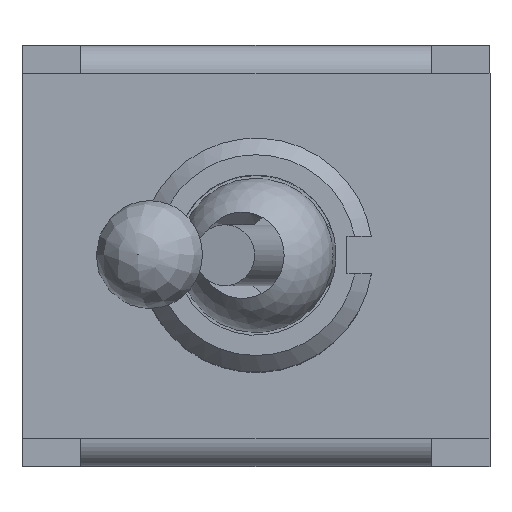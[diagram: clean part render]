
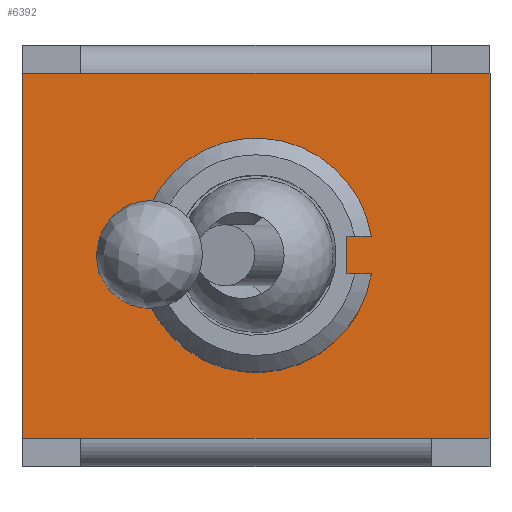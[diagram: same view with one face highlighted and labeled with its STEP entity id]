
A CAD part, top view. The second image highlights one B-rep face of the part: STEP entity #6392.
In plain terms, the highlighted planar face has unit normal (0, 0, 1).
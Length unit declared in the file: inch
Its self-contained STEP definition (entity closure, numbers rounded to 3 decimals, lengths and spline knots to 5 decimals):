
#157=CIRCLE('',#6928,0.125);
#310=FACE_BOUND('',#945,.T.);
#567=FACE_OUTER_BOUND('',#944,.T.);
#944=EDGE_LOOP('',(#5283,#5284,#5285,#5286,#5287,#5288,#5289,#5290));
#945=EDGE_LOOP('',(#5291,#5292,#5293,#5294));
#1549=LINE('',#10286,#2287);
#1552=LINE('',#10292,#2290);
#1554=LINE('',#10295,#2292);
#1555=LINE('',#10301,#2293);
#1556=LINE('',#10303,#2294);
#1557=LINE('',#10305,#2295);
#1558=LINE('',#10307,#2296);
#1559=LINE('',#10309,#2297);
#1560=LINE('',#10311,#2298);
#1561=LINE('',#10313,#2299);
#1562=LINE('',#10314,#2300);
#2287=VECTOR('',#8360,0.3937);
#2290=VECTOR('',#8365,0.3937);
#2292=VECTOR('',#8369,0.3937);
#2293=VECTOR('',#8376,0.3937);
#2294=VECTOR('',#8377,0.3937);
#2295=VECTOR('',#8378,0.3937);
#2296=VECTOR('',#8379,0.3937);
#2297=VECTOR('',#8380,0.3937);
#2298=VECTOR('',#8381,0.3937);
#2299=VECTOR('',#8382,0.3937);
#2300=VECTOR('',#8383,0.3937);
#2949=VERTEX_POINT('',#10283);
#2950=VERTEX_POINT('',#10285);
#2951=VERTEX_POINT('',#10289);
#2952=VERTEX_POINT('',#10291);
#2953=VERTEX_POINT('',#10299);
#2954=VERTEX_POINT('',#10300);
#2955=VERTEX_POINT('',#10302);
#2956=VERTEX_POINT('',#10304);
#2957=VERTEX_POINT('',#10306);
#2958=VERTEX_POINT('',#10308);
#2959=VERTEX_POINT('',#10310);
#2960=VERTEX_POINT('',#10312);
#3761=EDGE_CURVE('',#2950,#2949,#1549,.T.);
#3764=EDGE_CURVE('',#2952,#2951,#1552,.T.);
#3766=EDGE_CURVE('',#2951,#2950,#1554,.T.);
#3767=EDGE_CURVE('',#2949,#2952,#157,.T.);
#3768=EDGE_CURVE('',#2953,#2954,#1555,.T.);
#3769=EDGE_CURVE('',#2954,#2955,#1556,.T.);
#3770=EDGE_CURVE('',#2955,#2956,#1557,.T.);
#3771=EDGE_CURVE('',#2957,#2956,#1558,.T.);
#3772=EDGE_CURVE('',#2958,#2957,#1559,.T.);
#3773=EDGE_CURVE('',#2958,#2959,#1560,.T.);
#3774=EDGE_CURVE('',#2959,#2960,#1561,.T.);
#3775=EDGE_CURVE('',#2953,#2960,#1562,.T.);
#5283=ORIENTED_EDGE('',*,*,#3768,.T.);
#5284=ORIENTED_EDGE('',*,*,#3769,.T.);
#5285=ORIENTED_EDGE('',*,*,#3770,.T.);
#5286=ORIENTED_EDGE('',*,*,#3771,.F.);
#5287=ORIENTED_EDGE('',*,*,#3772,.F.);
#5288=ORIENTED_EDGE('',*,*,#3773,.T.);
#5289=ORIENTED_EDGE('',*,*,#3774,.T.);
#5290=ORIENTED_EDGE('',*,*,#3775,.F.);
#5291=ORIENTED_EDGE('',*,*,#3764,.T.);
#5292=ORIENTED_EDGE('',*,*,#3766,.T.);
#5293=ORIENTED_EDGE('',*,*,#3761,.T.);
#5294=ORIENTED_EDGE('',*,*,#3767,.T.);
#6041=PLANE('',#6929);
#6392=ADVANCED_FACE('',(#567,#310),#6041,.T.);
#6928=AXIS2_PLACEMENT_3D('',#10297,#8372,#8373);
#6929=AXIS2_PLACEMENT_3D('',#10298,#8374,#8375);
#8360=DIRECTION('',(1.,0.,0.));
#8365=DIRECTION('',(-1.,0.,0.));
#8369=DIRECTION('',(0.,-1.,0.));
#8372=DIRECTION('center_axis',(0.,0.,
-1.));
#8373=DIRECTION('ref_axis',(0.987,0.161,0.));
#8374=DIRECTION('center_axis',(0.,0.,
1.));
#8375=DIRECTION('ref_axis',(1.,0.,0.));
#8376=DIRECTION('',(1.,0.,0.));
#8377=DIRECTION('',(1.,0.,0.));
#8378=DIRECTION('',(0.,1.,0.));
#8379=DIRECTION('',(1.,0.,0.));
#8380=DIRECTION('',(1.,0.,0.));
#8381=DIRECTION('',(-1.,0.,0.));
#8382=DIRECTION('',(0.,-1.,0.));
#8383=DIRECTION('',(-1.,0.,0.));
#10283=CARTESIAN_POINT('',(0.12338,-0.02008,0.35));
#10285=CARTESIAN_POINT('',(0.09705,-0.02008,0.35));
#10286=CARTESIAN_POINT('',(0.04852,-0.02008,0.35));
#10289=CARTESIAN_POINT('',(0.09705,0.02008,0.35));
#10291=CARTESIAN_POINT('',(0.12338,0.02008,0.35));
#10292=CARTESIAN_POINT('',(0.06169,0.02008,0.35));
#10295=CARTESIAN_POINT('',(0.09705,0.10758,0.35));
#10297=CARTESIAN_POINT('Origin',(0.,0.,
0.35));
#10298=CARTESIAN_POINT('Origin',(0.,0.19508,
0.35));
#10299=CARTESIAN_POINT('',(-0.18701,-0.19508,0.35));
#10300=CARTESIAN_POINT('',(0.18701,-0.19508,0.35));
#10301=CARTESIAN_POINT('',(0.,-0.19508,0.35));
#10302=CARTESIAN_POINT('',(0.25,-0.19508,0.35));
#10303=CARTESIAN_POINT('',(0.18701,-0.19508,0.35));
#10304=CARTESIAN_POINT('',(0.25,0.19508,0.35));
#10305=CARTESIAN_POINT('',(0.25,-0.19508,0.35));
#10306=CARTESIAN_POINT('',(0.18701,0.19508,0.35));
#10307=CARTESIAN_POINT('',(0.18701,0.19508,0.35));
#10308=CARTESIAN_POINT('',(-0.18701,0.19508,0.35));
#10309=CARTESIAN_POINT('',(0.,0.19508,0.35));
#10310=CARTESIAN_POINT('',(-0.25,0.19508,0.35));
#10311=CARTESIAN_POINT('',(-0.18701,0.19508,0.35));
#10312=CARTESIAN_POINT('',(-0.25,-0.19508,0.35));
#10313=CARTESIAN_POINT('',(-0.25,-0.19508,0.35));
#10314=CARTESIAN_POINT('',(-0.18701,-0.19508,0.35));
